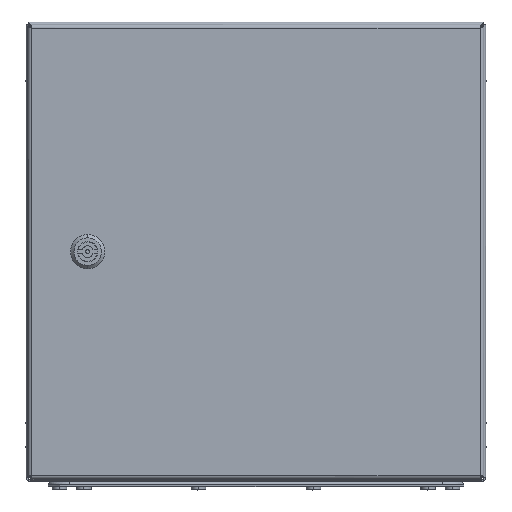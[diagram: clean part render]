
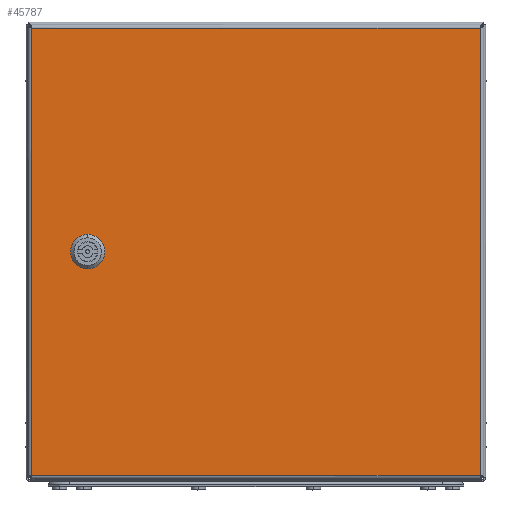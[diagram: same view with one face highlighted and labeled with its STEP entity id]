
A CAD part, top view. The second image highlights one B-rep face of the part: STEP entity #45787.
In plain terms, the highlighted planar face has unit normal (0, 0, 1).
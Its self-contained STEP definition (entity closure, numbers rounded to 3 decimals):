
#3110 = CIRCLE ( 'NONE', #23707, 11.25 ) ;
#6861 = DIRECTION ( 'NONE',  ( 0., 0., 1. ) ) ;
#7154 = VECTOR ( 'NONE', #66377, 1000. ) ;
#8996 = CARTESIAN_POINT ( 'NONE',  ( -136.5, 5.154, 0. ) ) ;
#9638 = PLANE ( 'NONE',  #90240 ) ;
#10135 = CARTESIAN_POINT ( 'NONE',  ( -136.5, -5.154, 0. ) ) ;
#12574 = CARTESIAN_POINT ( 'NONE',  ( -195.1, 194.6, 0. ) ) ;
#14916 = CARTESIAN_POINT ( 'NONE',  ( -196.746, -194.6, 0. ) ) ;
#15171 = VERTEX_POINT ( 'NONE', #12574 ) ;
#16243 = VECTOR ( 'NONE', #20029, 1000. ) ;
#19479 = ORIENTED_EDGE ( 'NONE', *, *, #97065, .F. ) ;
#20029 = DIRECTION ( 'NONE',  ( -1., 0., 0. ) ) ;
#22625 = CARTESIAN_POINT ( 'NONE',  ( -141.346, -10., 0. ) ) ;
#23707 = AXIS2_PLACEMENT_3D ( 'NONE', #26853, #98464, #53440 ) ;
#24433 = DIRECTION ( 'NONE',  ( 1., 0., 0. ) ) ;
#24682 = VERTEX_POINT ( 'NONE', #10135 ) ;
#25004 = EDGE_CURVE ( 'NONE', #86177, #36542, #92616, .T. ) ;
#26378 = CARTESIAN_POINT ( 'NONE',  ( -195.1, 196.246, 0. ) ) ;
#26853 = CARTESIAN_POINT ( 'NONE',  ( -146.5, 0., 0. ) ) ;
#28855 = CARTESIAN_POINT ( 'NONE',  ( -136.5, 5.154, 0. ) ) ;
#29530 = FACE_OUTER_BOUND ( 'NONE', #102499, .T. ) ;
#29657 = ORIENTED_EDGE ( 'NONE', *, *, #53030, .T. ) ;
#29762 = VECTOR ( 'NONE', #48450, 1000. ) ;
#29837 = VECTOR ( 'NONE', #39418, 1000. ) ;
#31296 = VECTOR ( 'NONE', #62525, 1000. ) ;
#33370 = DIRECTION ( 'NONE',  ( 0., 0., 1. ) ) ;
#34602 = VERTEX_POINT ( 'NONE', #63672 ) ;
#35356 = EDGE_CURVE ( 'NONE', #34602, #54402, #54437, .T. ) ;
#36047 = DIRECTION ( 'NONE',  ( 0., -1., 0. ) ) ;
#36542 = VERTEX_POINT ( 'NONE', #22625 ) ;
#37659 = VECTOR ( 'NONE', #60302, 1000. ) ;
#38997 = EDGE_CURVE ( 'NONE', #36542, #24682, #63549, .T. ) ;
#39418 = DIRECTION ( 'NONE',  ( -1., 0., 0. ) ) ;
#39972 = CARTESIAN_POINT ( 'NONE',  ( -195.1, -194.6, 0. ) ) ;
#41129 = VERTEX_POINT ( 'NONE', #104756 ) ;
#41175 = VECTOR ( 'NONE', #36047, 1000. ) ;
#45383 = ORIENTED_EDGE ( 'NONE', *, *, #66669, .T. ) ;
#45787 = ADVANCED_FACE ( 'NONE', ( #69572, #29530 ), #9638, .T. ) ;
#46449 = ORIENTED_EDGE ( 'NONE', *, *, #92655, .T. ) ;
#48127 = CARTESIAN_POINT ( 'NONE',  ( -156.5, 5.154, 0. ) ) ;
#48450 = DIRECTION ( 'NONE',  ( 1., 0., 0. ) ) ;
#50660 = ORIENTED_EDGE ( 'NONE', *, *, #38997, .F. ) ;
#51257 = VECTOR ( 'NONE', #63983, 1000. ) ;
#51665 = DIRECTION ( 'NONE',  ( 0., 0., 1. ) ) ;
#51783 = CARTESIAN_POINT ( 'NONE',  ( -146.5, 0., 0. ) ) ;
#53030 = EDGE_CURVE ( 'NONE', #74740, #98488, #87716, .T. ) ;
#53440 = DIRECTION ( 'NONE',  ( 1., 0., 0. ) ) ;
#54402 = VERTEX_POINT ( 'NONE', #48127 ) ;
#54437 = CIRCLE ( 'NONE', #77290, 11.25 ) ;
#57909 = CARTESIAN_POINT ( 'NONE',  ( -151.654, 10., 0. ) ) ;
#60176 = LINE ( 'NONE', #57909, #29837 ) ;
#60302 = DIRECTION ( 'NONE',  ( 0., 1., 0. ) ) ;
#61692 = CARTESIAN_POINT ( 'NONE',  ( 0., 0., 0. ) ) ;
#62525 = DIRECTION ( 'NONE',  ( 0., 1., 0. ) ) ;
#63549 = CIRCLE ( 'NONE', #85614, 11.25 ) ;
#63672 = CARTESIAN_POINT ( 'NONE',  ( -151.654, 10., 0. ) ) ;
#63983 = DIRECTION ( 'NONE',  ( 0., -1., 0. ) ) ;
#65148 = ORIENTED_EDGE ( 'NONE', *, *, #93852, .T. ) ;
#65540 = ORIENTED_EDGE ( 'NONE', *, *, #98340, .F. ) ;
#65897 = LINE ( 'NONE', #107888, #16243 ) ;
#65990 = ORIENTED_EDGE ( 'NONE', *, *, #96363, .F. ) ;
#66377 = DIRECTION ( 'NONE',  ( 1., 0., 0. ) ) ;
#66669 = EDGE_CURVE ( 'NONE', #100694, #15171, #65897, .T. ) ;
#67764 = CARTESIAN_POINT ( 'NONE',  ( -151.654, -10., 0. ) ) ;
#67782 = DIRECTION ( 'NONE',  ( 1., 0., 0. ) ) ;
#68951 = CARTESIAN_POINT ( 'NONE',  ( 195.1, -194.6, 0. ) ) ;
#69572 = FACE_BOUND ( 'NONE', #104835, .T. ) ;
#70896 = DIRECTION ( 'NONE',  ( 1., 0., 0. ) ) ;
#70957 = CARTESIAN_POINT ( 'NONE',  ( 195.1, -196.246, 0. ) ) ;
#71959 = ORIENTED_EDGE ( 'NONE', *, *, #25004, .F. ) ;
#72657 = EDGE_CURVE ( 'NONE', #107494, #34602, #60176, .T. ) ;
#74740 = VERTEX_POINT ( 'NONE', #39972 ) ;
#76183 = LINE ( 'NONE', #8996, #37659 ) ;
#77290 = AXIS2_PLACEMENT_3D ( 'NONE', #51783, #33370, #24433 ) ;
#78598 = ORIENTED_EDGE ( 'NONE', *, *, #102632, .F. ) ;
#81147 = CIRCLE ( 'NONE', #102139, 11.25 ) ;
#84490 = CARTESIAN_POINT ( 'NONE',  ( -151.654, -10., 0. ) ) ;
#85614 = AXIS2_PLACEMENT_3D ( 'NONE', #96706, #51665, #105530 ) ;
#86177 = VERTEX_POINT ( 'NONE', #67764 ) ;
#87033 = CARTESIAN_POINT ( 'NONE',  ( -146.5, 0., 0. ) ) ;
#87716 = LINE ( 'NONE', #14916, #29762 ) ;
#87994 = LINE ( 'NONE', #26378, #41175 ) ;
#90240 = AXIS2_PLACEMENT_3D ( 'NONE', #61692, #96365, #70896 ) ;
#91312 = CARTESIAN_POINT ( 'NONE',  ( -156.5, 5.154, 0. ) ) ;
#92616 = LINE ( 'NONE', #84490, #7154 ) ;
#92655 = EDGE_CURVE ( 'NONE', #15171, #74740, #87994, .T. ) ;
#93852 = EDGE_CURVE ( 'NONE', #98488, #100694, #109794, .T. ) ;
#96363 = EDGE_CURVE ( 'NONE', #24682, #99369, #76183, .T. ) ;
#96365 = DIRECTION ( 'NONE',  ( 0., 0., 1. ) ) ;
#96706 = CARTESIAN_POINT ( 'NONE',  ( -146.5, 0., 0. ) ) ;
#96940 = CARTESIAN_POINT ( 'NONE',  ( 195.1, 194.6, 0. ) ) ;
#97065 = EDGE_CURVE ( 'NONE', #41129, #86177, #3110, .T. ) ;
#98340 = EDGE_CURVE ( 'NONE', #54402, #41129, #105050, .T. ) ;
#98464 = DIRECTION ( 'NONE',  ( 0., 0., 1. ) ) ;
#98488 = VERTEX_POINT ( 'NONE', #68951 ) ;
#99369 = VERTEX_POINT ( 'NONE', #28855 ) ;
#100694 = VERTEX_POINT ( 'NONE', #96940 ) ;
#101030 = ORIENTED_EDGE ( 'NONE', *, *, #72657, .F. ) ;
#102139 = AXIS2_PLACEMENT_3D ( 'NONE', #87033, #6861, #67782 ) ;
#102499 = EDGE_LOOP ( 'NONE', ( #45383, #46449, #29657, #65148 ) ) ;
#102632 = EDGE_CURVE ( 'NONE', #99369, #107494, #81147, .T. ) ;
#104756 = CARTESIAN_POINT ( 'NONE',  ( -156.5, -5.154, 0. ) ) ;
#104835 = EDGE_LOOP ( 'NONE', ( #109644, #101030, #78598, #65990, #50660, #71959, #19479, #65540 ) ) ;
#105050 = LINE ( 'NONE', #91312, #51257 ) ;
#105530 = DIRECTION ( 'NONE',  ( 1., 0., 0. ) ) ;
#107494 = VERTEX_POINT ( 'NONE', #108452 ) ;
#107888 = CARTESIAN_POINT ( 'NONE',  ( 196.746, 194.6, 0. ) ) ;
#108452 = CARTESIAN_POINT ( 'NONE',  ( -141.346, 10., 0. ) ) ;
#109644 = ORIENTED_EDGE ( 'NONE', *, *, #35356, .F. ) ;
#109794 = LINE ( 'NONE', #70957, #31296 ) ;
